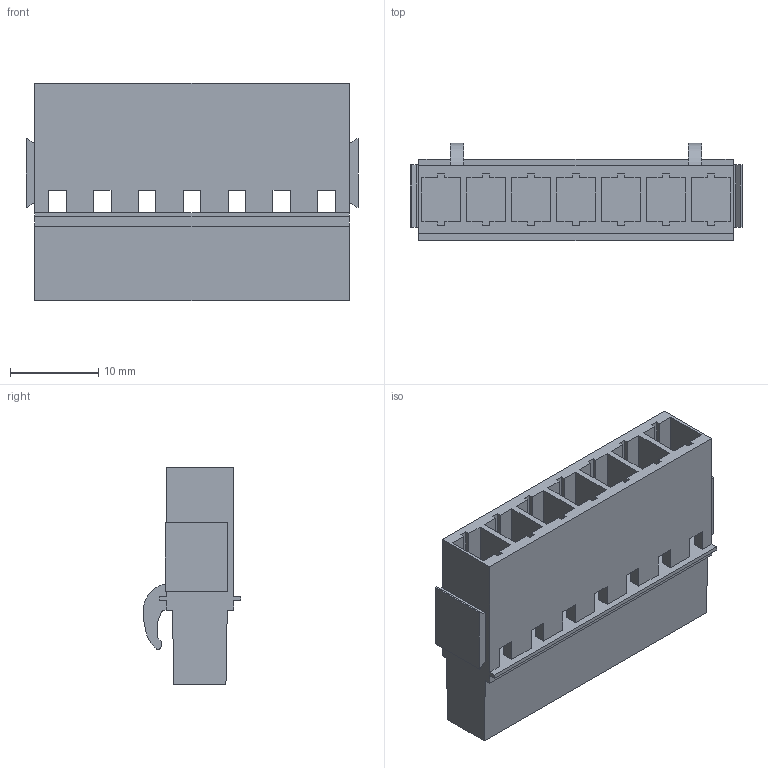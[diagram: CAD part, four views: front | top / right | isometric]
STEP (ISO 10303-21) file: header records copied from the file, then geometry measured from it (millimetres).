
FILE_DESCRIPTION(('CATIA V5 STEP Exchange','CAx-IF Rec.Pracs.--- Model Styling and Organization---1.2---2011-12-15'),'2;1');
FILE_NAME ('D1454297_0_1649420000_1649420000.stp','2018-09-01T02:30:18+00:00',('none'),('Weidmueller'),'CATIA Version 5-6 Release 2014','CATIA V5 STEP AP214','none');
FILE_SCHEMA(('AUTOMOTIVE_DESIGN { 1 0 10303 214 1 1 1 1 }'));
Length unit declared in the file: millimetre
Products named in the file (1): 1649420000
Bounding box: 37.56 x 11 x 24.55 mm (x, y, z)
Volume: 3780.7 mm3; surface area: 5148.2 mm2
Topology: 1 solids, 1 shells, 240 faces, 724 edges, 476 vertices
Faces by surface type: plane 194, cylinder 32, cone 14
Entity records: 7361 total; most frequent: ORIENTED_EDGE 1448, CARTESIAN_POINT 1318, DIRECTION 943, EDGE_CURVE 724, VECTOR 641, LINE 641, VERTEX_POINT 476, EDGE_LOOP 258
